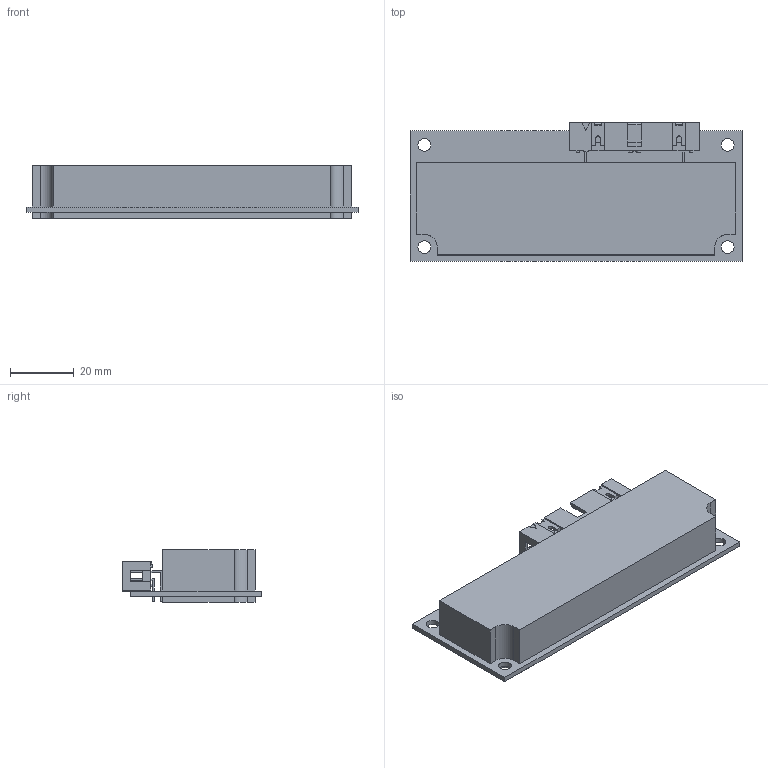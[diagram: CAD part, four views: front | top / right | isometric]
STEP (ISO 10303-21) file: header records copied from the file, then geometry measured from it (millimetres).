
FILE_DESCRIPTION(/* description */ ('Alibre Inc.'),/* implementation_level */ '2;1');
FILE_NAME(/* name */ 'export0',/* time_stamp */ '2016-06-29T14:45:29+02:00',/* author */ (''),/* organization */ (''),/* preprocessor_version */ 'ST-DEVELOPER v14',/* originating_system */ 'Alibre',/* authorisation */ '');
FILE_SCHEMA (('AUTOMOTIVE_DESIGN'));
Length unit declared in the file: centimetre
Products named in the file (5): ID_1
Bounding box: 104 x 43.5 x 16.6 mm (x, y, z)
Volume: 50644.5 mm3; surface area: 26375.2 mm2
Topology: 4 solids, 4 shells, 171 faces, 459 edges, 302 vertices
Faces by surface type: bspline 137, plane 26, cylinder 8
Full cylindrical faces by diameter (mm): 4 x4
Entity records: 5093 total; most frequent: CARTESIAN_POINT 1866, ORIENTED_EDGE 910, EDGE_CURVE 455, B_SPLINE_CURVE_WITH_KNOTS 359, VERTEX_POINT 302, EDGE_LOOP 197, FACE_BOUND 197, ADVANCED_FACE 171
